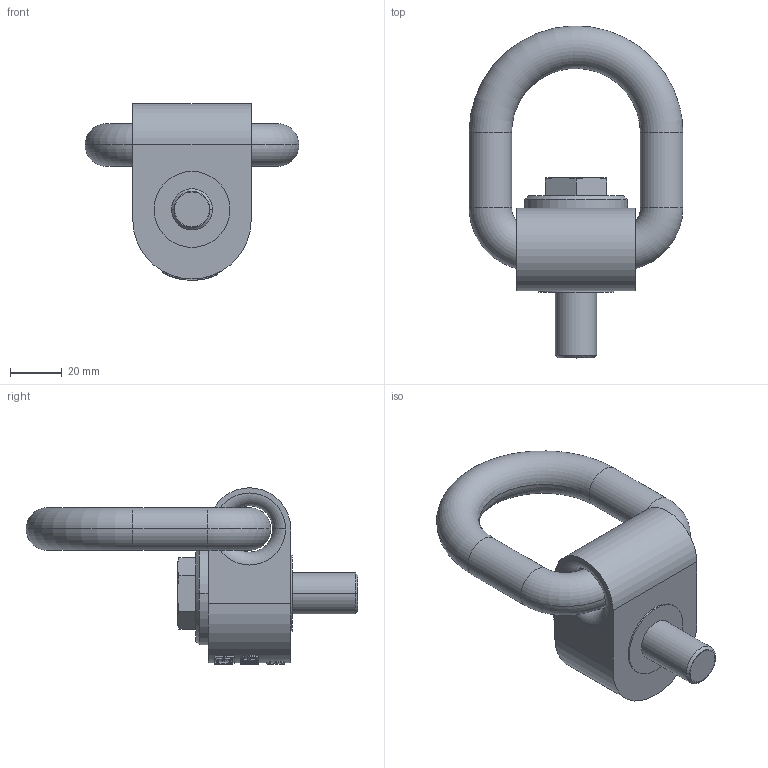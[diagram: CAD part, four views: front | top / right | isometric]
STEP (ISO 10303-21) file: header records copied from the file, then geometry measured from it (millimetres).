
FILE_DESCRIPTION((''),'2;1');
FILE_NAME('4LBG-RS-1T-M16','2005-01-21T',('jakubetz'),(''),'PRO/ENGINEER BY PARAMETRIC TECHNOLOGY CORPORATION, 2001400','PRO/ENGINEER BY PARAMETRIC TECHNOLOGY CORPORATION, 2001400','');
FILE_SCHEMA(('CONFIG_CONTROL_DESIGN'));
Length unit declared in the file: millimetre
Products named in the file (1): 4LBG-RS-1T-M16
Bounding box: 83 x 128.82 x 68.5 mm (x, y, z)
Volume: 143392 mm3; surface area: 29972.6 mm2
Topology: 2 solids, 3 shells, 433 faces, 1204 edges, 794 vertices
Faces by surface type: plane 378, cylinder 35, torus 10, cone 10
Entity records: 14464 total; most frequent: CARTESIAN_POINT 4156, ORIENTED_EDGE 2404, DIRECTION 1742, EDGE_CURVE 1204, VERTEX_POINT 794, AXIS2_PLACEMENT_3D 614, VECTOR 514, LINE 514
